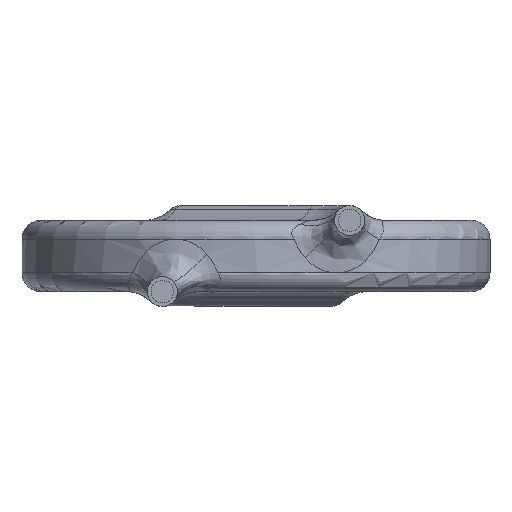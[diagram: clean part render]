
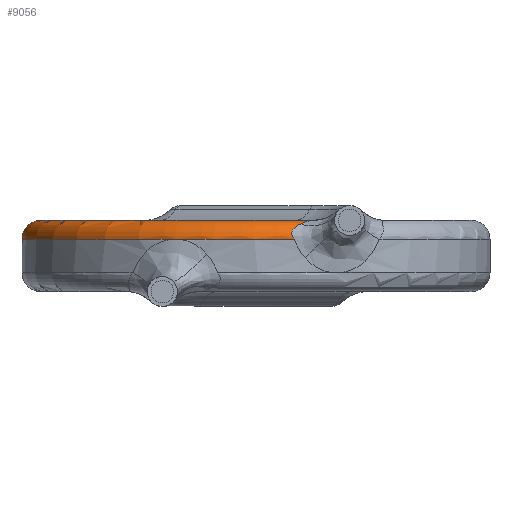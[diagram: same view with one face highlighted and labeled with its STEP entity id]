
A CAD part, front view. The second image highlights one B-rep face of the part: STEP entity #9056.
In plain terms, the highlighted toroidal (fillet/blend) face has major radius 5.75 mm and minor radius 0.5 mm.
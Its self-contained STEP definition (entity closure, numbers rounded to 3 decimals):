
#1 = CIRCLE ( 'NONE', #2905, 6.25 ) ;
#19 = CARTESIAN_POINT ( 'NONE',  ( 0.976, -6.114, 0.686 ) ) ;
#79 = CARTESIAN_POINT ( 'NONE',  ( 1.174, -5.933, 0.851 ) ) ;
#254 = DIRECTION ( 'NONE',  ( 0., 0., -1. ) ) ;
#284 = EDGE_CURVE ( 'NONE', #6544, #1712, #3953, .T. ) ;
#294 = ORIENTED_EDGE ( 'NONE', *, *, #8571, .F. ) ;
#689 = B_SPLINE_CURVE_WITH_KNOTS ( 'NONE', 3,
 ( #5872, #5922, #870, #2986, #8024, #5209, #8110, #19, #1449, #8871, #1398, #6589, #5819, #2888 ),
 .UNSPECIFIED., .F., .F.,
 ( 4, 2, 2, 1, 1, 2, 2, 4 ),
 ( 0., 0.25, 0.375, 0.438, 0.469, 0.484, 0.5, 1. ),
 .UNSPECIFIED. ) ;
#870 = CARTESIAN_POINT ( 'NONE',  ( 0.963, -6.17, 0.534 ) ) ;
#967 = DIRECTION ( 'NONE',  ( -1., 0., 0. ) ) ;
#1259 = FACE_OUTER_BOUND ( 'NONE', #7237, .T. ) ;
#1398 = CARTESIAN_POINT ( 'NONE',  ( 0.986, -6.103, 0.702 ) ) ;
#1449 = CARTESIAN_POINT ( 'NONE',  ( 0.981, -6.108, 0.694 ) ) ;
#1595 = CARTESIAN_POINT ( 'NONE',  ( 1.302, -5.821, 0.905 ) ) ;
#1712 = VERTEX_POINT ( 'NONE', #5557 ) ;
#1914 = DIRECTION ( 'NONE',  ( 0., 0., -1. ) ) ;
#1948 = VERTEX_POINT ( 'NONE', #4420 ) ;
#2038 = CARTESIAN_POINT ( 'NONE',  ( -6.25, 0., 0.45 ) ) ;
#2179 = VERTEX_POINT ( 'NONE', #5644 ) ;
#2231 = CARTESIAN_POINT ( 'NONE',  ( -5.75, 0., 0.45 ) ) ;
#2264 = ORIENTED_EDGE ( 'NONE', *, *, #4079, .T. ) ;
#2456 = DIRECTION ( 'NONE',  ( -1., 0., 0. ) ) ;
#2602 = CIRCLE ( 'NONE', #3064, 0.5 ) ;
#2723 = DIRECTION ( 'NONE',  ( 0., 0., -1. ) ) ;
#2888 = CARTESIAN_POINT ( 'NONE',  ( 1.174, -5.933, 0.851 ) ) ;
#2905 = AXIS2_PLACEMENT_3D ( 'NONE', #4949, #1914, #9287 ) ;
#2986 = CARTESIAN_POINT ( 'NONE',  ( 0.953, -6.155, 0.599 ) ) ;
#3064 = AXIS2_PLACEMENT_3D ( 'NONE', #2231, #4354, #9362 ) ;
#3616 = EDGE_CURVE ( 'NONE', #5740, #2179, #8979, .T. ) ;
#3953 = CIRCLE ( 'NONE', #9131, 6.25 ) ;
#4033 = CARTESIAN_POINT ( 'NONE',  ( 0., 0., 0.95 ) ) ;
#4079 = EDGE_CURVE ( 'NONE', #1948, #5740, #7452, .T. ) ;
#4239 = ORIENTED_EDGE ( 'NONE', *, *, #5187, .T. ) ;
#4354 = DIRECTION ( 'NONE',  ( 0., -1., 0. ) ) ;
#4420 = CARTESIAN_POINT ( 'NONE',  ( 1.174, -5.933, 0.851 ) ) ;
#4949 = CARTESIAN_POINT ( 'NONE',  ( 0., 0., 0.45 ) ) ;
#5107 = CARTESIAN_POINT ( 'NONE',  ( 1.028, -6.165, 0.45 ) ) ;
#5187 = EDGE_CURVE ( 'NONE', #6544, #1948, #689, .T. ) ;
#5209 = CARTESIAN_POINT ( 'NONE',  ( 0.962, -6.133, 0.652 ) ) ;
#5366 = AXIS2_PLACEMENT_3D ( 'NONE', #7360, #7541, #967 ) ;
#5557 = CARTESIAN_POINT ( 'NONE',  ( -2.155, -5.867, 0.45 ) ) ;
#5644 = CARTESIAN_POINT ( 'NONE',  ( -5.75, 0., 0.95 ) ) ;
#5740 = VERTEX_POINT ( 'NONE', #7147 ) ;
#5819 = CARTESIAN_POINT ( 'NONE',  ( 1.084, -6.011, 0.807 ) ) ;
#5872 = CARTESIAN_POINT ( 'NONE',  ( 1.028, -6.165, 0.45 ) ) ;
#5917 = ORIENTED_EDGE ( 'NONE', *, *, #8941, .T. ) ;
#5922 = CARTESIAN_POINT ( 'NONE',  ( 0.987, -6.172, 0.491 ) ) ;
#5930 = CARTESIAN_POINT ( 'NONE',  ( 1.52, -5.545, 0.95 ) ) ;
#5961 = ORIENTED_EDGE ( 'NONE', *, *, #3616, .T. ) ;
#6219 = ORIENTED_EDGE ( 'NONE', *, *, #284, .F. ) ;
#6256 = AXIS2_PLACEMENT_3D ( 'NONE', #4033, #2723, #8368 ) ;
#6544 = VERTEX_POINT ( 'NONE', #5107 ) ;
#6589 = CARTESIAN_POINT ( 'NONE',  ( 1.021, -6.065, 0.755 ) ) ;
#6695 = CARTESIAN_POINT ( 'NONE',  ( 1.483, -5.628, 0.95 ) ) ;
#6826 = CARTESIAN_POINT ( 'NONE',  ( 0., 0., 0.45 ) ) ;
#7147 = CARTESIAN_POINT ( 'NONE',  ( 1.52, -5.545, 0.95 ) ) ;
#7237 = EDGE_LOOP ( 'NONE', ( #5961, #5917, #294, #6219, #4239, #2264 ) ) ;
#7360 = CARTESIAN_POINT ( 'NONE',  ( 0., 0., 0.45 ) ) ;
#7452 = B_SPLINE_CURVE_WITH_KNOTS ( 'NONE', 3,
 ( #79, #8121, #1595, #8686, #6695, #5930 ),
 .UNSPECIFIED., .F., .F.,
 ( 4, 2, 4 ),
 ( 0.004, 0.004, 0.005 ),
 .UNSPECIFIED. ) ;
#7541 = DIRECTION ( 'NONE',  ( 0., 0., -1. ) ) ;
#8024 = CARTESIAN_POINT ( 'NONE',  ( 0.954, -6.147, 0.62 ) ) ;
#8110 = CARTESIAN_POINT ( 'NONE',  ( 0.967, -6.125, 0.668 ) ) ;
#8121 = CARTESIAN_POINT ( 'NONE',  ( 1.237, -5.878, 0.882 ) ) ;
#8368 = DIRECTION ( 'NONE',  ( -1., 0., 0. ) ) ;
#8420 = TOROIDAL_SURFACE ( 'NONE', #5366, 5.75, 0.5 ) ;
#8571 = EDGE_CURVE ( 'NONE', #1712, #9011, #1, .T. ) ;
#8686 = CARTESIAN_POINT ( 'NONE',  ( 1.424, -5.695, 0.938 ) ) ;
#8871 = CARTESIAN_POINT ( 'NONE',  ( 0.984, -6.105, 0.699 ) ) ;
#8941 = EDGE_CURVE ( 'NONE', #2179, #9011, #2602, .T. ) ;
#8979 = CIRCLE ( 'NONE', #6256, 5.75 ) ;
#9011 = VERTEX_POINT ( 'NONE', #2038 ) ;
#9056 = ADVANCED_FACE ( 'NONE', ( #1259 ), #8420, .T. ) ;
#9131 = AXIS2_PLACEMENT_3D ( 'NONE', #6826, #254, #2456 ) ;
#9287 = DIRECTION ( 'NONE',  ( -1., 0., 0. ) ) ;
#9362 = DIRECTION ( 'NONE',  ( 0., 0., -1. ) ) ;
